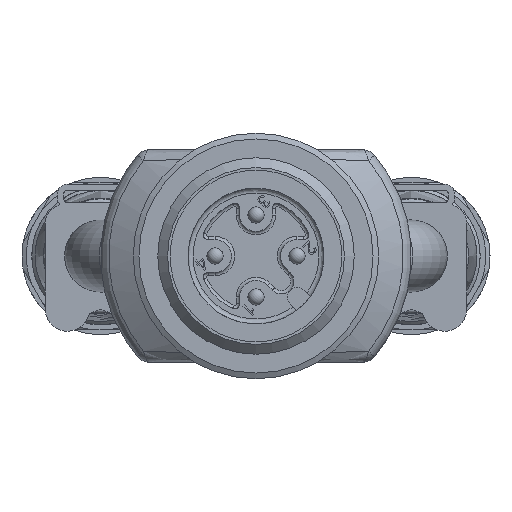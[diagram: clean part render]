
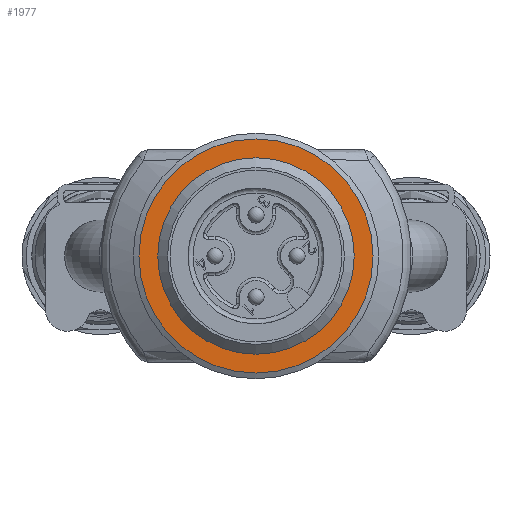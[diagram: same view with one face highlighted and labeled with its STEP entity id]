
A CAD part, front view. The second image highlights one B-rep face of the part: STEP entity #1977.
In plain terms, the highlighted planar face has unit normal (0, -1, 0).
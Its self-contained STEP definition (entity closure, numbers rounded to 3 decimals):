
#876=FACE_BOUND('',#3662,.T.);
#877=FACE_BOUND('',#3663,.T.);
#1214=CIRCLE('',#12857,6.);
#1215=CIRCLE('',#12859,7.154);
#1977=ADVANCED_FACE('',(#876,#877),#2660,.F.);
#2660=PLANE('',#12860);
#3662=EDGE_LOOP('',(#5026));
#3663=EDGE_LOOP('',(#5027));
#5026=ORIENTED_EDGE('',*,*,#9521,.F.);
#5027=ORIENTED_EDGE('',*,*,#9522,.T.);
#8228=VERTEX_POINT('',#18861);
#8229=VERTEX_POINT('',#18864);
#9521=EDGE_CURVE('',#8228,#8228,#1214,.T.);
#9522=EDGE_CURVE('',#8229,#8229,#1215,.T.);
#12857=AXIS2_PLACEMENT_3D('',#18860,#14624,#14625);
#12859=AXIS2_PLACEMENT_3D('',#18863,#14628,#14629);
#12860=AXIS2_PLACEMENT_3D('',#18865,#14630,#14631);
#14624=DIRECTION('',(0.,-1.,0.));
#14625=DIRECTION('',(0.5,0.,-0.866));
#14628=DIRECTION('',(0.,-1.,0.));
#14629=DIRECTION('',(0.5,0.,-0.866));
#14630=DIRECTION('',(0.,1.,0.));
#14631=DIRECTION('',(0.5,0.,-0.866));
#18860=CARTESIAN_POINT('',(67.686,-62.786,0.));
#18861=CARTESIAN_POINT('',(70.686,-62.786,-5.196));
#18863=CARTESIAN_POINT('',(67.686,-62.786,0.));
#18864=CARTESIAN_POINT('',(71.263,-62.786,-6.195));
#18865=CARTESIAN_POINT('',(73.881,-62.786,3.577));
